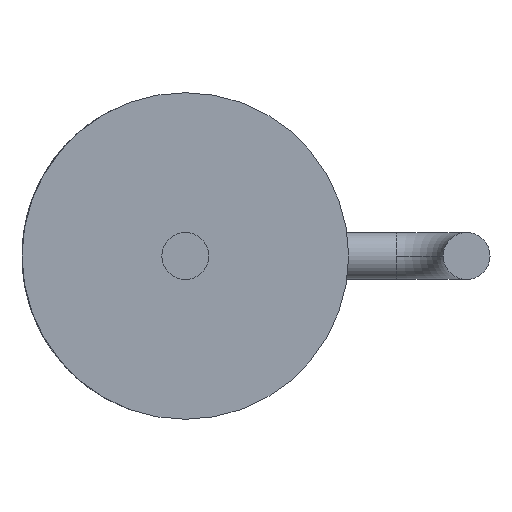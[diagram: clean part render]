
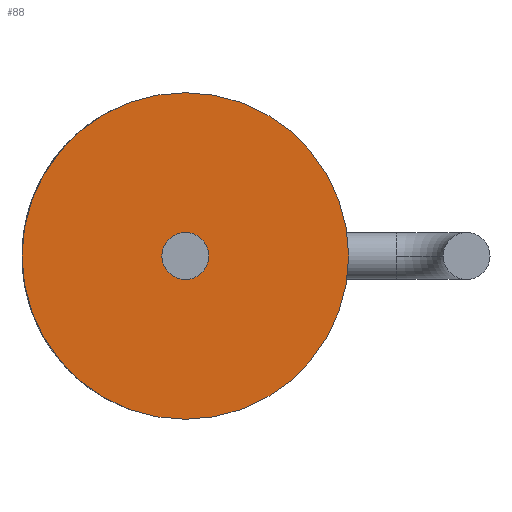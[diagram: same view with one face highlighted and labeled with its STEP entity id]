
A CAD part, front view. The second image highlights one B-rep face of the part: STEP entity #88.
In plain terms, the highlighted planar face has unit normal (0, -1, 0).
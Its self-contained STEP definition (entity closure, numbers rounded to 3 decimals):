
#88 = ADVANCED_FACE ( 'NONE', ( #5352, #378 ), #5774, .F. ) ;
#186 = EDGE_LOOP ( 'NONE', ( #3532, #5101 ) ) ;
#227 = EDGE_CURVE ( 'NONE', #753, #1408, #4229, .T. ) ;
#378 = FACE_OUTER_BOUND ( 'NONE', #5048, .T. ) ;
#445 = ORIENTED_EDGE ( 'NONE', *, *, #2026, .F. ) ;
#613 = DIRECTION ( 'NONE',  ( 0., 1., 0. ) ) ;
#753 = VERTEX_POINT ( 'NONE', #1054 ) ;
#766 = ORIENTED_EDGE ( 'NONE', *, *, #1005, .F. ) ;
#1005 = EDGE_CURVE ( 'NONE', #2671, #2271, #5748, .T. ) ;
#1054 = CARTESIAN_POINT ( 'NONE',  ( 0.635, 2., 0. ) ) ;
#1091 = DIRECTION ( 'NONE',  ( 0., -1., 0. ) ) ;
#1262 = AXIS2_PLACEMENT_3D ( 'NONE', #3742, #5528, #3796 ) ;
#1408 = VERTEX_POINT ( 'NONE', #3538 ) ;
#1506 = CARTESIAN_POINT ( 'NONE',  ( 0., 2., 0. ) ) ;
#1731 = DIRECTION ( 'NONE',  ( 0., 0., 1. ) ) ;
#2026 = EDGE_CURVE ( 'NONE', #2271, #2671, #3144, .T. ) ;
#2271 = VERTEX_POINT ( 'NONE', #3619 ) ;
#2408 = CARTESIAN_POINT ( 'NONE',  ( 0., 2., 0. ) ) ;
#2411 = AXIS2_PLACEMENT_3D ( 'NONE', #2801, #3220, #5029 ) ;
#2565 = EDGE_CURVE ( 'NONE', #1408, #753, #2750, .T. ) ;
#2671 = VERTEX_POINT ( 'NONE', #3539 ) ;
#2750 = CIRCLE ( 'NONE', #5703, 0.635 ) ;
#2801 = CARTESIAN_POINT ( 'NONE',  ( 0., 2., 0. ) ) ;
#2865 = DIRECTION ( 'NONE',  ( 0., 0., 1. ) ) ;
#2911 = DIRECTION ( 'NONE',  ( 0., 0., 1. ) ) ;
#3144 = CIRCLE ( 'NONE', #1262, 4.425 ) ;
#3220 = DIRECTION ( 'NONE',  ( 0., -1., 0. ) ) ;
#3532 = ORIENTED_EDGE ( 'NONE', *, *, #227, .F. ) ;
#3538 = CARTESIAN_POINT ( 'NONE',  ( -0.635, 2., 0. ) ) ;
#3539 = CARTESIAN_POINT ( 'NONE',  ( 0., 2., -4.425 ) ) ;
#3619 = CARTESIAN_POINT ( 'NONE',  ( 0., 2., 4.425 ) ) ;
#3742 = CARTESIAN_POINT ( 'NONE',  ( 0., 2., 0. ) ) ;
#3796 = DIRECTION ( 'NONE',  ( 0., 0., 1. ) ) ;
#4229 = CIRCLE ( 'NONE', #2411, 0.635 ) ;
#4236 = AXIS2_PLACEMENT_3D ( 'NONE', #1506, #613, #2865 ) ;
#4878 = CARTESIAN_POINT ( 'NONE',  ( 0., 2., 0. ) ) ;
#5029 = DIRECTION ( 'NONE',  ( 0., 0., 1. ) ) ;
#5048 = EDGE_LOOP ( 'NONE', ( #766, #445 ) ) ;
#5101 = ORIENTED_EDGE ( 'NONE', *, *, #2565, .F. ) ;
#5324 = DIRECTION ( 'NONE',  ( 0., 1., 0. ) ) ;
#5352 = FACE_BOUND ( 'NONE', #186, .T. ) ;
#5452 = AXIS2_PLACEMENT_3D ( 'NONE', #4878, #5324, #1731 ) ;
#5528 = DIRECTION ( 'NONE',  ( 0., 1., 0. ) ) ;
#5703 = AXIS2_PLACEMENT_3D ( 'NONE', #2408, #1091, #2911 ) ;
#5748 = CIRCLE ( 'NONE', #4236, 4.425 ) ;
#5774 = PLANE ( 'NONE',  #5452 ) ;
